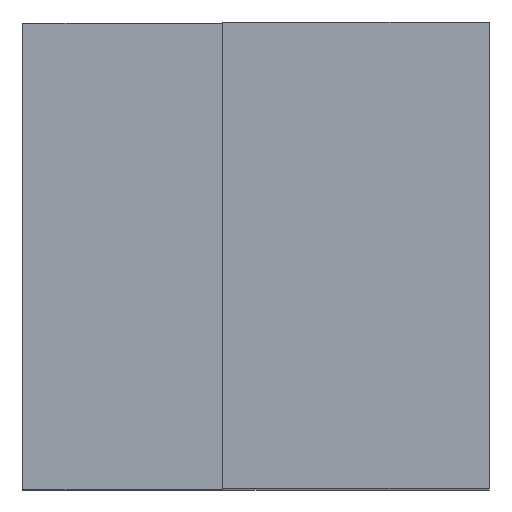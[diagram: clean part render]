
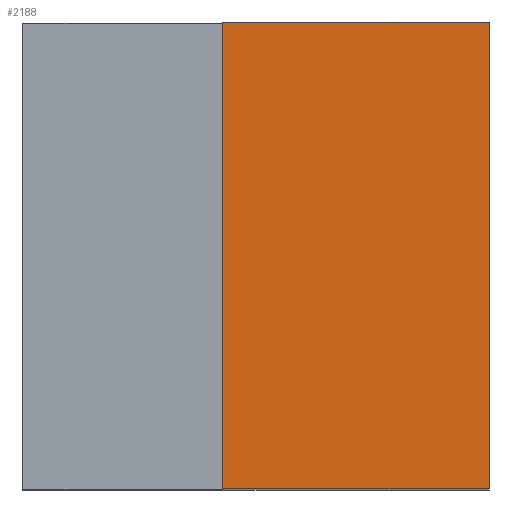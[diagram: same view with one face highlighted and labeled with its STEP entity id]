
A CAD part, top view. The second image highlights one B-rep face of the part: STEP entity #2188.
In plain terms, the highlighted planar face has unit normal (0, 0, 1).
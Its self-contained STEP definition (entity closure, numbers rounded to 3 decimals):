
#416=ORIENTED_EDGE('',*,*,#632,.F.);
#417=ORIENTED_EDGE('',*,*,#631,.T.);
#418=ORIENTED_EDGE('',*,*,#620,.T.);
#419=ORIENTED_EDGE('',*,*,#612,.T.);
#612=EDGE_CURVE('',#743,#741,#938,.T.);
#620=EDGE_CURVE('',#749,#743,#946,.T.);
#631=EDGE_CURVE('',#756,#749,#953,.T.);
#632=EDGE_CURVE('',#756,#741,#954,.T.);
#741=VERTEX_POINT('',#3057);
#743=VERTEX_POINT('',#3060);
#749=VERTEX_POINT('',#3076);
#756=VERTEX_POINT('',#3096);
#938=LINE('',#3059,#1136);
#946=LINE('',#3075,#1144);
#953=LINE('',#3098,#1151);
#954=LINE('',#3100,#1152);
#1136=VECTOR('',#2640,1000.);
#1144=VECTOR('',#2652,1000.);
#1151=VECTOR('',#2675,1000.);
#1152=VECTOR('',#2678,1000.);
#1253=EDGE_LOOP('',(#416,#417,#418,#419));
#1359=FACE_BOUND('',#1253,.T.);
#1451=PLANE('',#2289);
#2188=ADVANCED_FACE('',(#1359),#1451,.T.);
#2289=AXIS2_PLACEMENT_3D('',#3099,#2676,#2677);
#2640=DIRECTION('',(-1.,0.,0.));
#2652=DIRECTION('',(0.,1.,0.));
#2675=DIRECTION('',(1.,0.,0.));
#2676=DIRECTION('',(0.,0.,1.));
#2677=DIRECTION('',(1.,0.,0.));
#2678=DIRECTION('',(0.,1.,0.));
#3057=CARTESIAN_POINT('',(-0.5,3.5,14.));
#3059=CARTESIAN_POINT('',(3.5,3.5,14.));
#3060=CARTESIAN_POINT('',(3.5,3.5,14.));
#3075=CARTESIAN_POINT('',(3.5,-3.5,14.));
#3076=CARTESIAN_POINT('',(3.5,-3.5,14.));
#3096=CARTESIAN_POINT('',(-0.5,-3.5,14.));
#3098=CARTESIAN_POINT('',(-3.5,-3.5,14.));
#3099=CARTESIAN_POINT('',(-3.5,-3.5,14.));
#3100=CARTESIAN_POINT('',(-0.5,-3.5,14.));
